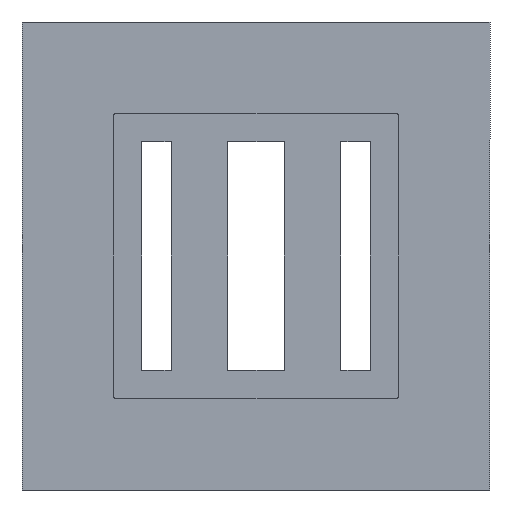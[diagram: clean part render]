
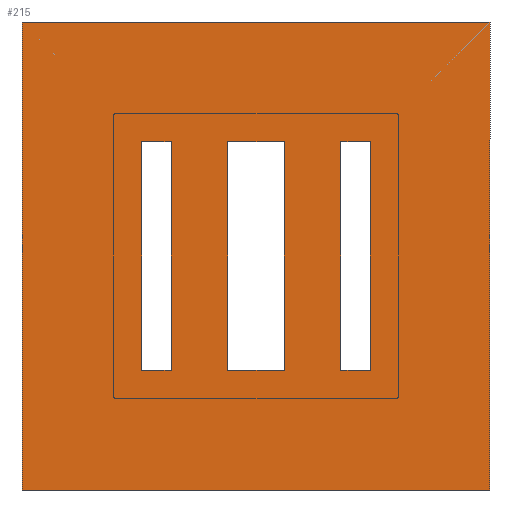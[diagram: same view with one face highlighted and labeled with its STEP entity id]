
A CAD part, front view. The second image highlights one B-rep face of the part: STEP entity #215.
In plain terms, the highlighted planar face has unit normal (0, -1, 0).
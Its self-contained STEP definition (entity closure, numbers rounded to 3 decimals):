
#20 = VERTEX_POINT ( 'NONE', #429 ) ;
#22 = VERTEX_POINT ( 'NONE', #428 ) ;
#35 = EDGE_CURVE ( 'NONE', #22, #20, #462, .T. ) ;
#74 = VERTEX_POINT ( 'NONE', #575 ) ;
#76 = EDGE_CURVE ( 'NONE', #77, #74, #574, .T. ) ;
#77 = VERTEX_POINT ( 'NONE', #570 ) ;
#82 = VERTEX_POINT ( 'NONE', #569 ) ;
#84 = EDGE_CURVE ( 'NONE', #85, #82, #568, .T. ) ;
#85 = VERTEX_POINT ( 'NONE', #564 ) ;
#143 = VERTEX_POINT ( 'NONE', #728 ) ;
#145 = EDGE_CURVE ( 'NONE', #146, #143, #727, .T. ) ;
#146 = VERTEX_POINT ( 'NONE', #723 ) ;
#173 = EDGE_CURVE ( 'NONE', #174, #175, #743, .T. ) ;
#174 = VERTEX_POINT ( 'NONE', #797 ) ;
#175 = VERTEX_POINT ( 'NONE', #796 ) ;
#186 = EDGE_CURVE ( 'NONE', #187, #188, #781, .T. ) ;
#187 = VERTEX_POINT ( 'NONE', #777 ) ;
#188 = VERTEX_POINT ( 'NONE', #776 ) ;
#189 = ORIENTED_EDGE ( 'NONE', *, *, #190, .F. ) ;
#190 = EDGE_CURVE ( 'NONE', #191, #187, #775, .T. ) ;
#191 = VERTEX_POINT ( 'NONE', #771 ) ;
#192 = ORIENTED_EDGE ( 'NONE', *, *, #193, .F. ) ;
#193 = EDGE_CURVE ( 'NONE', #194, #191, #770, .T. ) ;
#194 = VERTEX_POINT ( 'NONE', #766 ) ;
#195 = ORIENTED_EDGE ( 'NONE', *, *, #196, .F. ) ;
#196 = EDGE_CURVE ( 'NONE', #188, #194, #829, .T. ) ;
#201 = ORIENTED_EDGE ( 'NONE', *, *, #35, .F. ) ;
#202 = ORIENTED_EDGE ( 'NONE', *, *, #203, .T. ) ;
#203 = EDGE_CURVE ( 'NONE', #22, #146, #815, .T. ) ;
#204 = ORIENTED_EDGE ( 'NONE', *, *, #145, .T. ) ;
#205 = EDGE_LOOP ( 'NONE', ( #206, #207, #209, #210 ) ) ;
#206 = ORIENTED_EDGE ( 'NONE', *, *, #84, .T. ) ;
#207 = ORIENTED_EDGE ( 'NONE', *, *, #208, .F. ) ;
#208 = EDGE_CURVE ( 'NONE', #390, #82, #811, .T. ) ;
#209 = ORIENTED_EDGE ( 'NONE', *, *, #388, .F. ) ;
#210 = ORIENTED_EDGE ( 'NONE', *, *, #211, .T. ) ;
#211 = EDGE_CURVE ( 'NONE', #389, #85, #807, .T. ) ;
#212 = EDGE_LOOP ( 'NONE', ( #213, #189, #192, #195 ) ) ;
#213 = ORIENTED_EDGE ( 'NONE', *, *, #186, .F. ) ;
#215 = ADVANCED_FACE ( 'NONE', ( #799, #798, #859, #858 ), #857, .F. ) ;
#216 = EDGE_LOOP ( 'NONE', ( #217, #219, #220, #222 ) ) ;
#217 = ORIENTED_EDGE ( 'NONE', *, *, #218, .F. ) ;
#218 = EDGE_CURVE ( 'NONE', #175, #74, #852, .T. ) ;
#219 = ORIENTED_EDGE ( 'NONE', *, *, #173, .F. ) ;
#220 = ORIENTED_EDGE ( 'NONE', *, *, #221, .T. ) ;
#221 = EDGE_CURVE ( 'NONE', #174, #77, #848, .T. ) ;
#222 = ORIENTED_EDGE ( 'NONE', *, *, #76, .T. ) ;
#223 = EDGE_LOOP ( 'NONE', ( #224, #201, #202, #204 ) ) ;
#224 = ORIENTED_EDGE ( 'NONE', *, *, #225, .F. ) ;
#225 = EDGE_CURVE ( 'NONE', #20, #143, #844, .T. ) ;
#388 = EDGE_CURVE ( 'NONE', #389, #390, #1064, .T. ) ;
#389 = VERTEX_POINT ( 'NONE', #1057 ) ;
#390 = VERTEX_POINT ( 'NONE', #1056 ) ;
#428 = CARTESIAN_POINT ( 'NONE',  ( 46.3, 0., -186.5 ) ) ;
#429 = CARTESIAN_POINT ( 'NONE',  ( 46.3, 0., 186.5 ) ) ;
#459 = DIRECTION ( 'NONE',  ( 0., 0., 1. ) ) ;
#460 = VECTOR ( 'NONE', #459, 1000. ) ;
#461 = CARTESIAN_POINT ( 'NONE',  ( 46.3, 0., -1082.69 ) ) ;
#462 = LINE ( 'NONE', #461, #460 ) ;
#564 = CARTESIAN_POINT ( 'NONE',  ( 138.9, 0., -186.5 ) ) ;
#565 = DIRECTION ( 'NONE',  ( 0., 0., 1. ) ) ;
#566 = VECTOR ( 'NONE', #565, 1000. ) ;
#567 = CARTESIAN_POINT ( 'NONE',  ( 138.9, 0., -1082.69 ) ) ;
#568 = LINE ( 'NONE', #567, #566 ) ;
#569 = CARTESIAN_POINT ( 'NONE',  ( 138.9, 0., 186.5 ) ) ;
#570 = CARTESIAN_POINT ( 'NONE',  ( -186.5, 0., -186.5 ) ) ;
#571 = DIRECTION ( 'NONE',  ( 0., 0., 1. ) ) ;
#572 = VECTOR ( 'NONE', #571, 1000. ) ;
#573 = CARTESIAN_POINT ( 'NONE',  ( -186.5, 0., -1082.69 ) ) ;
#574 = LINE ( 'NONE', #573, #572 ) ;
#575 = CARTESIAN_POINT ( 'NONE',  ( -186.5, 0., 186.5 ) ) ;
#723 = CARTESIAN_POINT ( 'NONE',  ( -46.3, 0., -186.5 ) ) ;
#724 = DIRECTION ( 'NONE',  ( 0., 0., 1. ) ) ;
#725 = VECTOR ( 'NONE', #724, 1000. ) ;
#726 = CARTESIAN_POINT ( 'NONE',  ( -46.3, 0., -1082.69 ) ) ;
#727 = LINE ( 'NONE', #726, #725 ) ;
#728 = CARTESIAN_POINT ( 'NONE',  ( -46.3, 0., 186.5 ) ) ;
#735 = DIRECTION ( 'NONE',  ( 0., 0., 1. ) ) ;
#736 = VECTOR ( 'NONE', #735, 1000. ) ;
#737 = CARTESIAN_POINT ( 'NONE',  ( -138.9, 0., -1082.69 ) ) ;
#743 = LINE ( 'NONE', #737, #736 ) ;
#766 = CARTESIAN_POINT ( 'NONE',  ( 382.5, 0., 382.5 ) ) ;
#767 = DIRECTION ( 'NONE',  ( 0., 0., -1. ) ) ;
#768 = VECTOR ( 'NONE', #767, 1000. ) ;
#769 = CARTESIAN_POINT ( 'NONE',  ( 382.5, 0., -382.5 ) ) ;
#770 = LINE ( 'NONE', #769, #768 ) ;
#771 = CARTESIAN_POINT ( 'NONE',  ( 382.5, 0., -382.5 ) ) ;
#772 = DIRECTION ( 'NONE',  ( -1., 0., 0. ) ) ;
#773 = VECTOR ( 'NONE', #772, 1000. ) ;
#774 = CARTESIAN_POINT ( 'NONE',  ( -382.5, 0., -382.5 ) ) ;
#775 = LINE ( 'NONE', #774, #773 ) ;
#776 = CARTESIAN_POINT ( 'NONE',  ( -382.5, 0., 382.5 ) ) ;
#777 = CARTESIAN_POINT ( 'NONE',  ( -382.5, 0., -382.5 ) ) ;
#778 = DIRECTION ( 'NONE',  ( 0., 0., 1. ) ) ;
#779 = VECTOR ( 'NONE', #778, 1000. ) ;
#780 = CARTESIAN_POINT ( 'NONE',  ( -382.5, 0., -382.5 ) ) ;
#781 = LINE ( 'NONE', #780, #779 ) ;
#796 = CARTESIAN_POINT ( 'NONE',  ( -138.9, 0., 186.5 ) ) ;
#797 = CARTESIAN_POINT ( 'NONE',  ( -138.9, 0., -186.5 ) ) ;
#798 = FACE_BOUND ( 'NONE', #223, .T. ) ;
#799 = FACE_BOUND ( 'NONE', #216, .T. ) ;
#804 = DIRECTION ( 'NONE',  ( -1., 0., 0. ) ) ;
#805 = VECTOR ( 'NONE', #804, 1000. ) ;
#806 = CARTESIAN_POINT ( 'NONE',  ( 1037.69, 0., -186.5 ) ) ;
#807 = LINE ( 'NONE', #806, #805 ) ;
#808 = DIRECTION ( 'NONE',  ( -1., 0., 0. ) ) ;
#809 = VECTOR ( 'NONE', #808, 1000. ) ;
#810 = CARTESIAN_POINT ( 'NONE',  ( 1037.69, 0., 186.5 ) ) ;
#811 = LINE ( 'NONE', #810, #809 ) ;
#812 = DIRECTION ( 'NONE',  ( -1., 0., 0. ) ) ;
#813 = VECTOR ( 'NONE', #812, 1000. ) ;
#814 = CARTESIAN_POINT ( 'NONE',  ( 1037.69, 0., -186.5 ) ) ;
#815 = LINE ( 'NONE', #814, #813 ) ;
#826 = DIRECTION ( 'NONE',  ( 1., 0., 0. ) ) ;
#827 = VECTOR ( 'NONE', #826, 1000. ) ;
#828 = CARTESIAN_POINT ( 'NONE',  ( -382.5, 0., 382.5 ) ) ;
#829 = LINE ( 'NONE', #828, #827 ) ;
#841 = DIRECTION ( 'NONE',  ( -1., 0., 0. ) ) ;
#842 = VECTOR ( 'NONE', #841, 1000. ) ;
#843 = CARTESIAN_POINT ( 'NONE',  ( 1037.69, 0., 186.5 ) ) ;
#844 = LINE ( 'NONE', #843, #842 ) ;
#845 = DIRECTION ( 'NONE',  ( -1., 0., 0. ) ) ;
#846 = VECTOR ( 'NONE', #845, 1000. ) ;
#847 = CARTESIAN_POINT ( 'NONE',  ( 1037.69, 0., -186.5 ) ) ;
#848 = LINE ( 'NONE', #847, #846 ) ;
#849 = DIRECTION ( 'NONE',  ( -1., 0., 0. ) ) ;
#850 = VECTOR ( 'NONE', #849, 1000. ) ;
#851 = CARTESIAN_POINT ( 'NONE',  ( 1037.69, 0., 186.5 ) ) ;
#852 = LINE ( 'NONE', #851, #850 ) ;
#853 = DIRECTION ( 'NONE',  ( 0., 0., 1. ) ) ;
#854 = DIRECTION ( 'NONE',  ( 0., 1., 0. ) ) ;
#855 = AXIS2_PLACEMENT_3D ( 'NONE', #856, #854, #853 ) ;
#856 = CARTESIAN_POINT ( 'NONE',  ( 229.5, 0., -229.5 ) ) ;
#857 = PLANE ( 'NONE',  #855 ) ;
#858 = FACE_OUTER_BOUND ( 'NONE', #212, .T. ) ;
#859 = FACE_BOUND ( 'NONE', #205, .T. ) ;
#1056 = CARTESIAN_POINT ( 'NONE',  ( 186.5, 0., 186.5 ) ) ;
#1057 = CARTESIAN_POINT ( 'NONE',  ( 186.5, 0., -186.5 ) ) ;
#1058 = DIRECTION ( 'NONE',  ( 0., 0., 1. ) ) ;
#1059 = VECTOR ( 'NONE', #1058, 1000. ) ;
#1060 = CARTESIAN_POINT ( 'NONE',  ( 186.5, 0., -1082.69 ) ) ;
#1064 = LINE ( 'NONE', #1060, #1059 ) ;
